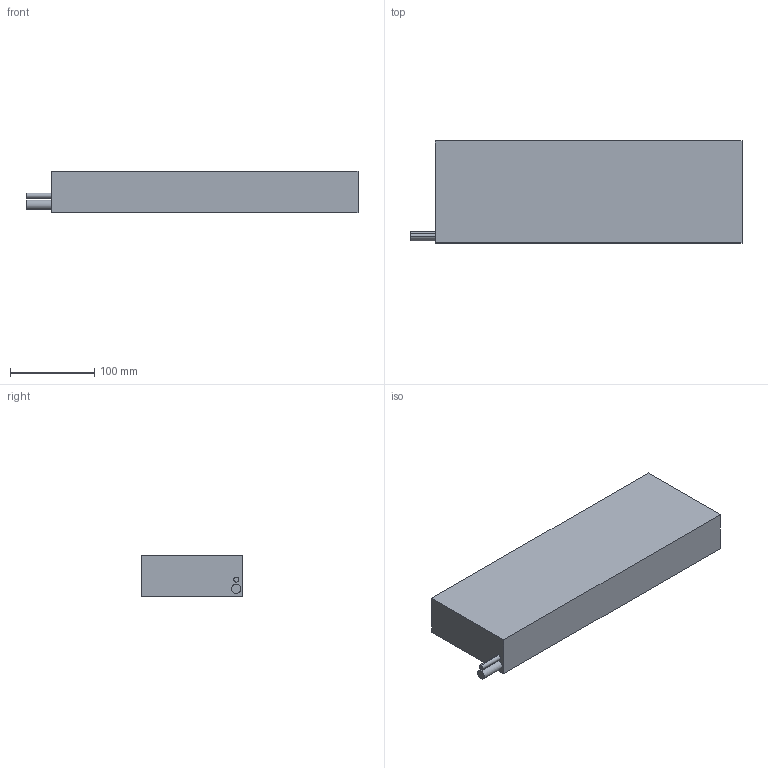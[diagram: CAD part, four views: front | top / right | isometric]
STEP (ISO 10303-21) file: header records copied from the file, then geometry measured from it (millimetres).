
FILE_DESCRIPTION (( 'STEP AP203' ), '1' );
FILE_NAME ('ZW8-H100-4.step', '2022-05-31T03:18:53', ( '' ), ( '' ), 'SwSTEP 2.0', 'SolidWorks 2020', '' );
FILE_SCHEMA (( 'CONFIG_CONTROL_DESIGN' ));
Length unit declared in the file: millimetre
Products named in the file (1): ZW8-H100-4
Bounding box: 394 x 121 x 49.3 mm (x, y, z)
Volume: 2172115.5 mm3; surface area: 140206.9 mm2
Topology: 1 solids, 1 shells, 156 faces, 384 edges, 196 vertices
Faces by surface type: cylinder 76, cone 72, plane 8
Entity records: 4137 total; most frequent: DIRECTION 778, CARTESIAN_POINT 665, ORIENTED_EDGE 624, EDGE_CURVE 312, AXIS2_PLACEMENT_3D 309, VERTEX_POINT 196, EDGE_LOOP 194, VECTOR 160
